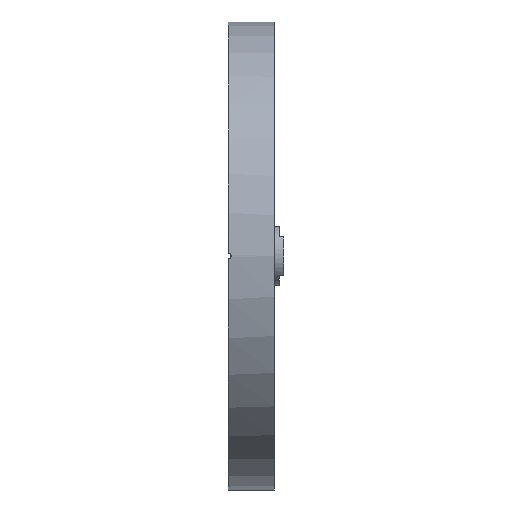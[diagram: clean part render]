
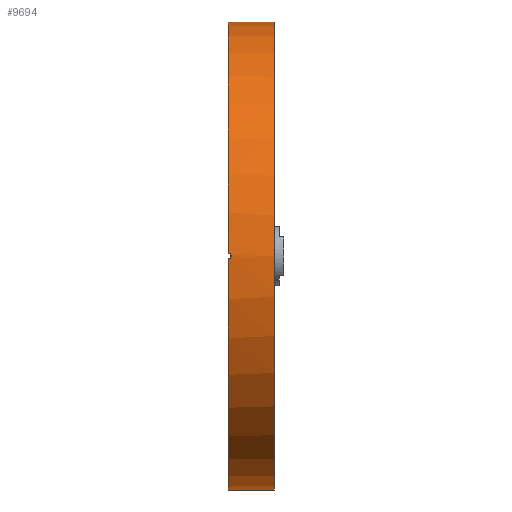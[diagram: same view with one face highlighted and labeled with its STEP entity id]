
A CAD part, left-side view. The second image highlights one B-rep face of the part: STEP entity #9694.
In plain terms, the highlighted cylindrical face has radius 76.2 mm (diameter 152.4 mm), a partial arc.
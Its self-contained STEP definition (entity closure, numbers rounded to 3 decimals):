
#213 = DIRECTION ( 'NONE',  ( 0., 1., 0. ) ) ;
#624 = CARTESIAN_POINT ( 'NONE',  ( 0., 0., 0. ) ) ;
#1134 = ORIENTED_EDGE ( 'NONE', *, *, #4084, .F. ) ;
#1382 = CARTESIAN_POINT ( 'NONE',  ( 0., -15., 0. ) ) ;
#1652 = VERTEX_POINT ( 'NONE', #6250 ) ;
#2383 = CARTESIAN_POINT ( 'NONE',  ( -76.193, -0.264, -1. ) ) ;
#2463 = CARTESIAN_POINT ( 'NONE',  ( -76.198, -0.799, 0.615 ) ) ;
#2636 = CARTESIAN_POINT ( 'NONE',  ( -76.194, -0.262, 0.974 ) ) ;
#2660 = VERTEX_POINT ( 'NONE', #11557 ) ;
#2868 = VECTOR ( 'NONE', #16068, 1000. ) ;
#2941 = VERTEX_POINT ( 'NONE', #10716 ) ;
#3753 = DIRECTION ( 'NONE',  ( 0., 1., 0. ) ) ;
#3809 = CARTESIAN_POINT ( 'NONE',  ( -76.2, -0.974, 0.263 ) ) ;
#4009 = DIRECTION ( 'NONE',  ( 0., 0., 1. ) ) ;
#4084 = EDGE_CURVE ( 'NONE', #9020, #1652, #4118, .T. ) ;
#4118 = CIRCLE ( 'NONE', #6147, 76.2 ) ;
#4386 = DIRECTION ( 'NONE',  ( 0., 1., 0. ) ) ;
#4759 = ORIENTED_EDGE ( 'NONE', *, *, #15725, .T. ) ;
#4986 = EDGE_LOOP ( 'NONE', ( #5553, #7187, #4759, #16140, #11497, #1134 ) ) ;
#5416 = CARTESIAN_POINT ( 'NONE',  ( -76.195, -0.504, 0.874 ) ) ;
#5553 = ORIENTED_EDGE ( 'NONE', *, *, #9604, .F. ) ;
#5747 = VERTEX_POINT ( 'NONE', #14208 ) ;
#6100 = DIRECTION ( 'NONE',  ( 0., 0., 1. ) ) ;
#6147 = AXIS2_PLACEMENT_3D ( 'NONE', #8061, #13531, #4009 ) ;
#6250 = CARTESIAN_POINT ( 'NONE',  ( -76.193, 0., -1. ) ) ;
#6254 = CARTESIAN_POINT ( 'NONE',  ( -76.193, 0., 1. ) ) ;
#6806 = AXIS2_PLACEMENT_3D ( 'NONE', #624, #4386, #6100 ) ;
#6967 = CARTESIAN_POINT ( 'NONE',  ( 0., -15., -76.2 ) ) ;
#7187 = ORIENTED_EDGE ( 'NONE', *, *, #11117, .T. ) ;
#7871 = CARTESIAN_POINT ( 'NONE',  ( -76.198, -0.874, 0.503 ) ) ;
#8061 = CARTESIAN_POINT ( 'NONE',  ( 0., 0., 0. ) ) ;
#8125 = CARTESIAN_POINT ( 'NONE',  ( 0., 0., -76.2 ) ) ;
#8129 = CARTESIAN_POINT ( 'NONE',  ( -76.196, -0.615, 0.799 ) ) ;
#9020 = VERTEX_POINT ( 'NONE', #8125 ) ;
#9126 = CARTESIAN_POINT ( 'NONE',  ( -76.193, -0.132, 1. ) ) ;
#9213 = CARTESIAN_POINT ( 'NONE',  ( -76.195, -0.521, -0.893 ) ) ;
#9462 = DIRECTION ( 'NONE',  ( 0., 1., 0. ) ) ;
#9604 = EDGE_CURVE ( 'NONE', #5747, #9020, #16472, .T. ) ;
#9694 = ADVANCED_FACE ( 'NONE', ( #9727 ), #12497, .T. ) ;
#9727 = FACE_OUTER_BOUND ( 'NONE', #4986, .T. ) ;
#10716 = CARTESIAN_POINT ( 'NONE',  ( -76.193, 0., 1. ) ) ;
#10761 = LINE ( 'NONE', #14895, #2868 ) ;
#11117 = EDGE_CURVE ( 'NONE', #5747, #11230, #16324, .T. ) ;
#11230 = VERTEX_POINT ( 'NONE', #11787 ) ;
#11256 = CARTESIAN_POINT ( 'NONE',  ( -76.2, -0.974, -0.261 ) ) ;
#11258 = CARTESIAN_POINT ( 'NONE',  ( 0., -15., 0. ) ) ;
#11436 = CIRCLE ( 'NONE', #6806, 76.2 ) ;
#11497 = ORIENTED_EDGE ( 'NONE', *, *, #13758, .T. ) ;
#11557 = CARTESIAN_POINT ( 'NONE',  ( 0., 0., 76.2 ) ) ;
#11787 = CARTESIAN_POINT ( 'NONE',  ( 0., -15., 76.2 ) ) ;
#12342 = CARTESIAN_POINT ( 'NONE',  ( -76.193, 0., -1. ) ) ;
#12497 = CYLINDRICAL_SURFACE ( 'NONE', #17530, 76.2 ) ;
#13087 = EDGE_CURVE ( 'NONE', #2941, #2660, #11436, .T. ) ;
#13531 = DIRECTION ( 'NONE',  ( 0., 1., 0. ) ) ;
#13758 = EDGE_CURVE ( 'NONE', #2941, #1652, #16996, .T. ) ;
#14208 = CARTESIAN_POINT ( 'NONE',  ( 0., -15., -76.2 ) ) ;
#14683 = CARTESIAN_POINT ( 'NONE',  ( -76.198, -0.801, -0.613 ) ) ;
#14895 = CARTESIAN_POINT ( 'NONE',  ( 0., -15., 76.2 ) ) ;
#15028 = CARTESIAN_POINT ( 'NONE',  ( -76.2, -1., 0.131 ) ) ;
#15384 = DIRECTION ( 'NONE',  ( 0., 0., 1. ) ) ;
#15725 = EDGE_CURVE ( 'NONE', #11230, #2660, #10761, .T. ) ;
#16068 = DIRECTION ( 'NONE',  ( 0., 1., 0. ) ) ;
#16140 = ORIENTED_EDGE ( 'NONE', *, *, #13087, .F. ) ;
#16179 = DIRECTION ( 'NONE',  ( 0., 0., 1. ) ) ;
#16288 = CARTESIAN_POINT ( 'NONE',  ( -76.2, -1., -0.13 ) ) ;
#16324 = CIRCLE ( 'NONE', #16902, 76.2 ) ;
#16379 = CARTESIAN_POINT ( 'NONE',  ( -76.198, -0.874, -0.503 ) ) ;
#16472 = LINE ( 'NONE', #6967, #16820 ) ;
#16820 = VECTOR ( 'NONE', #3753, 1000. ) ;
#16902 = AXIS2_PLACEMENT_3D ( 'NONE', #11258, #213, #15384 ) ;
#16996 = B_SPLINE_CURVE_WITH_KNOTS ( 'NONE', 3,
 ( #6254, #9126, #2636, #5416, #8129, #2463, #7871, #3809, #15028, #16288, #11256, #16379, #14683, #9213, #2383, #12342 ),
 .UNSPECIFIED., .F., .F.,
 ( 4, 2, 2, 2, 2, 2, 2, 4 ),
 ( 0., 0., 0.001, 0.001, 0.002, 0.002, 0.002, 0.003 ),
 .UNSPECIFIED. ) ;
#17530 = AXIS2_PLACEMENT_3D ( 'NONE', #1382, #9462, #16179 ) ;
